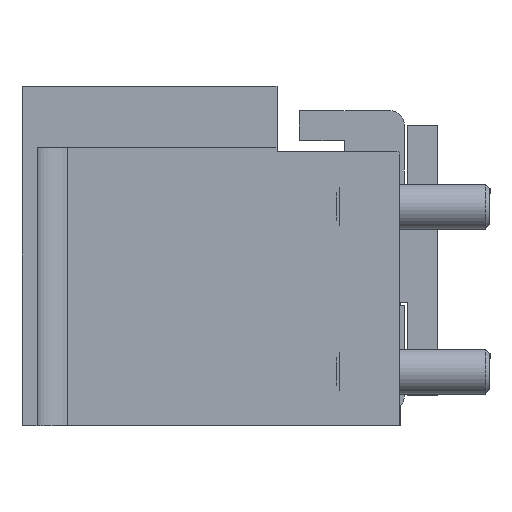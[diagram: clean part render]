
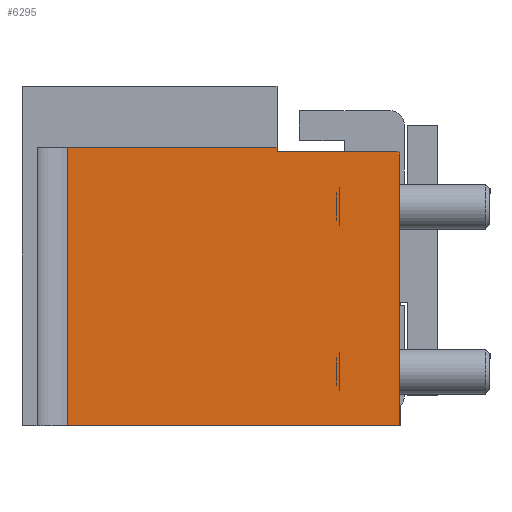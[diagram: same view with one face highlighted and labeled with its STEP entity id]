
A CAD part, left-side view. The second image highlights one B-rep face of the part: STEP entity #6295.
In plain terms, the highlighted face is planar.
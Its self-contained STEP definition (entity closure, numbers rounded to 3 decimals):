
#782=FACE_OUTER_BOUND('',#1149,.T.);
#1149=EDGE_LOOP('',(#5415,#5416,#5417,#5418,#5419,#5420,#5421));
#1396=CIRCLE('',#6849,0.2);
#1769=LINE('',#15379,#2294);
#1787=LINE('',#15419,#2312);
#1790=LINE('',#15427,#2315);
#1793=LINE('',#15431,#2318);
#1796=LINE('',#15438,#2321);
#1797=LINE('',#15441,#2322);
#2294=VECTOR('',#8048,10.);
#2312=VECTOR('',#8082,10.);
#2315=VECTOR('',#8089,10.);
#2318=VECTOR('',#8094,10.);
#2321=VECTOR('',#8103,10.);
#2322=VECTOR('',#8106,10.);
#2945=VERTEX_POINT('',#15376);
#2946=VERTEX_POINT('',#15378);
#2959=VERTEX_POINT('',#15416);
#2960=VERTEX_POINT('',#15418);
#2963=VERTEX_POINT('',#15425);
#2964=VERTEX_POINT('',#15437);
#2965=VERTEX_POINT('',#15439);
#3780=EDGE_CURVE('',#2946,#2945,#1769,.T.);
#3800=EDGE_CURVE('',#2960,#2959,#1787,.T.);
#3804=EDGE_CURVE('',#2959,#2963,#1790,.T.);
#3807=EDGE_CURVE('',#2946,#2963,#1793,.T.);
#3810=EDGE_CURVE('',#2964,#2945,#1796,.F.);
#3811=EDGE_CURVE('',#2965,#2964,#1396,.T.);
#3812=EDGE_CURVE('',#2965,#2960,#1797,.T.);
#5415=ORIENTED_EDGE('',*,*,#3807,.F.);
#5416=ORIENTED_EDGE('',*,*,#3780,.T.);
#5417=ORIENTED_EDGE('',*,*,#3810,.F.);
#5418=ORIENTED_EDGE('',*,*,#3811,.F.);
#5419=ORIENTED_EDGE('',*,*,#3812,.T.);
#5420=ORIENTED_EDGE('',*,*,#3800,.T.);
#5421=ORIENTED_EDGE('',*,*,#3804,.T.);
#5965=PLANE('',#6848);
#6295=ADVANCED_FACE('',(#782),#5965,.F.);
#6848=AXIS2_PLACEMENT_3D('',#15436,#8101,#8102);
#6849=AXIS2_PLACEMENT_3D('',#15440,#8104,#8105);
#8048=DIRECTION('',(0.,-1.,0.));
#8082=DIRECTION('',(-1.,0.,0.));
#8089=DIRECTION('',(0.,1.,0.));
#8094=DIRECTION('',(-1.,0.,0.));
#8101=DIRECTION('center_axis',(0.,0.,
1.));
#8102=DIRECTION('ref_axis',(0.,1.,0.));
#8103=DIRECTION('',(-1.,0.,0.));
#8104=DIRECTION('center_axis',(0.,0.,
1.));
#8105=DIRECTION('ref_axis',(-0.707,-0.707,0.));
#8106=DIRECTION('',(0.,1.,0.));
#15376=CARTESIAN_POINT('',(-546.4,9.8,47.2));
#15378=CARTESIAN_POINT('',(-546.4,32.,47.2));
#15379=CARTESIAN_POINT('',(-546.4,18.75,47.2));
#15416=CARTESIAN_POINT('',(-564.945,18.,47.2));
#15418=CARTESIAN_POINT('',(-564.697,18.,47.2));
#15419=CARTESIAN_POINT('',(-560.598,18.,47.2));
#15425=CARTESIAN_POINT('',(-564.945,32.,47.2));
#15427=CARTESIAN_POINT('',(-564.945,18.275,47.2));
#15431=CARTESIAN_POINT('',(-555.774,32.,47.2));
#15436=CARTESIAN_POINT('Origin',(-556.,18.75,47.2));
#15437=CARTESIAN_POINT('',(-564.497,9.8,47.2));
#15438=CARTESIAN_POINT('',(-556.,9.8,47.2));
#15439=CARTESIAN_POINT('',(-564.697,10.,47.2));
#15440=CARTESIAN_POINT('Origin',(-564.497,10.,47.2));
#15441=CARTESIAN_POINT('',(-564.697,18.275,47.2));
